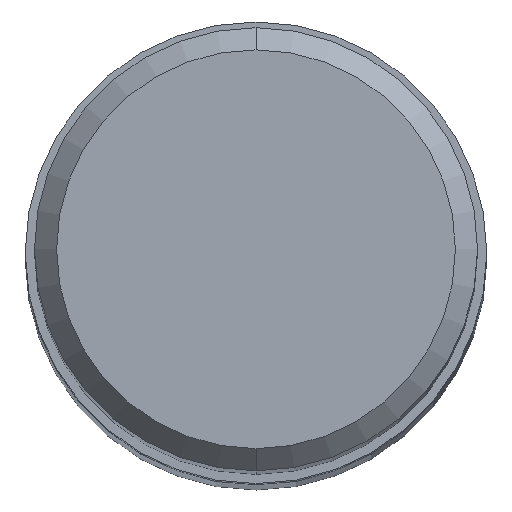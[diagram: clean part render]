
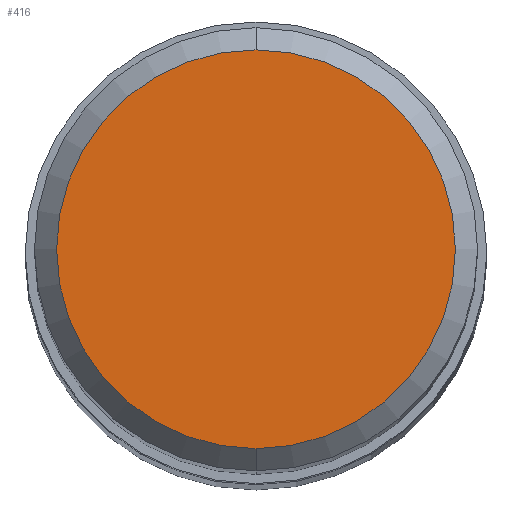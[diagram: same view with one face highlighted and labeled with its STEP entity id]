
A CAD part, top view. The second image highlights one B-rep face of the part: STEP entity #416.
In plain terms, the highlighted planar face has unit normal (0, 0, 1).
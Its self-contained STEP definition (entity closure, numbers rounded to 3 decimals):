
#194=EDGE_CURVE('',#256,#250,#497,.T.);
#250=VERTEX_POINT('',#561);
#256=VERTEX_POINT('',#567);
#362=EDGE_CURVE('',#250,#256,#683,.T.);
#416=ADVANCED_FACE('',(#742),#743,.T.);
#497=CIRCLE('',#851,5.4);
#561=CARTESIAN_POINT('',(0.,-5.4,0.0));
#567=CARTESIAN_POINT('',(0.0,5.4,0.0));
#683=CIRCLE('',#1240,5.4);
#742=FACE_OUTER_BOUND('',#1396,.T.);
#743=PLANE('',#1397);
#851=AXIS2_PLACEMENT_3D('',#1506,#1507,#1508);
#1240=AXIS2_PLACEMENT_3D('',#1713,#1714,#1715);
#1396=EDGE_LOOP('',(#1772,#1773));
#1397=AXIS2_PLACEMENT_3D('',#1774,#1775,#1776);
#1506=CARTESIAN_POINT('',(0.0,0.0,0.0));
#1507=DIRECTION('',(0.0,0.0,-1.0));
#1508=DIRECTION('',(0.0,1.0,0.0));
#1713=CARTESIAN_POINT('',(0.0,0.0,0.0));
#1714=DIRECTION('',(0.0,0.0,-1.0));
#1715=DIRECTION('',(0.0,1.0,0.0));
#1772=ORIENTED_EDGE('',*,*,#194,.F.);
#1773=ORIENTED_EDGE('',*,*,#362,.F.);
#1774=CARTESIAN_POINT('',(0.0,2.7,0.0));
#1775=DIRECTION('',(-0.0,0.0,1.0));
#1776=DIRECTION('',(0.0,-1.0,0.0));
